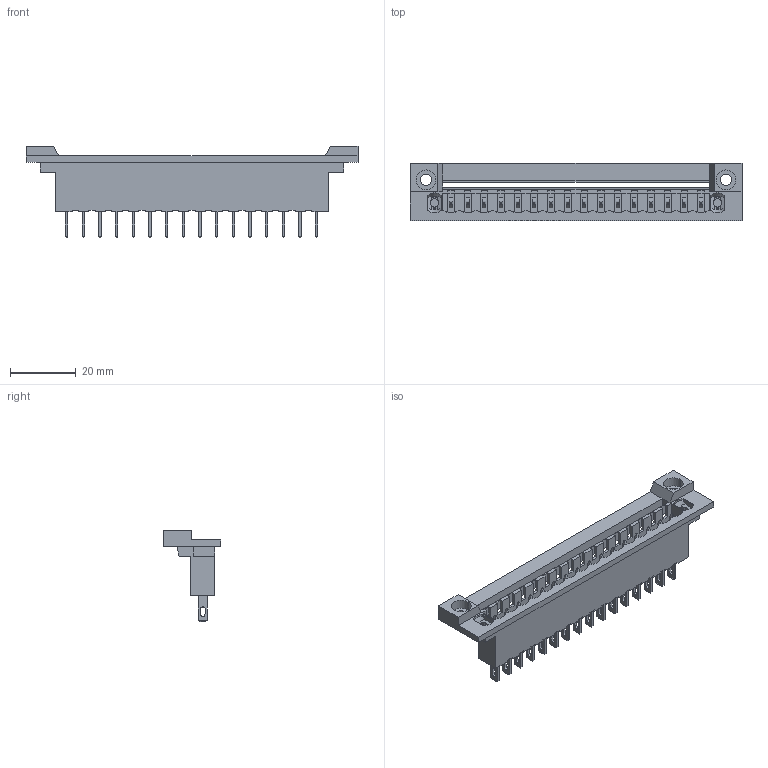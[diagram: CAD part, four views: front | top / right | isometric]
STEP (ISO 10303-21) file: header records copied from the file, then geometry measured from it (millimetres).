
FILE_DESCRIPTION(('CATIA V5 STEP Exchange','CAx-IF Rec.Pracs.--- Model Styling and Organization---1.5--- 2016-08-15','CAx-IF Rec.Pracs.---Supplemental Geometry---1.0---2011-11-01','CAx-IF Rec.Pracs.--- Composite Materials ---1.1---2010-07-15'),'2;1');
FILE_NAME ('147184-1_0', '2024-11-06T09:52:52+00:00', ('none'), ('Weidmueller'), 'CATIA Version 5-6 Release 2022 SP4 HF5', 'CATIA V5 STEP AP214 v3', 'none');
FILE_SCHEMA(('AUTOMOTIVE_DESIGN { 1 0 10303 214 1 1 1 1 }'));
Length unit declared in the file: millimetre
Products named in the file (1): 2562370000
Bounding box: 101.2 x 17.4 x 28 mm (x, y, z)
Volume: 7470.5 mm3; surface area: 12744.8 mm2
Topology: 1 solids, 3 shells, 752 faces, 2203 edges, 1461 vertices
Faces by surface type: plane 670, cylinder 70, cone 4, torus 4, extrusion 4
Entity records: 23178 total; most frequent: ORIENTED_EDGE 4406, CARTESIAN_POINT 4301, DIRECTION 2905, EDGE_CURVE 2203, VECTOR 1961, LINE 1957, VERTEX_POINT 1461, EDGE_LOOP 826
